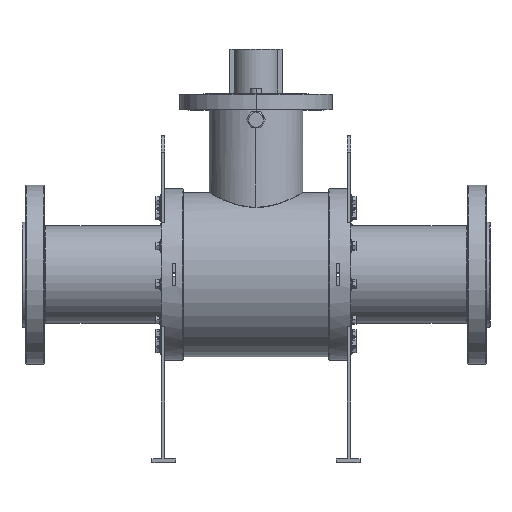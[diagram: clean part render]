
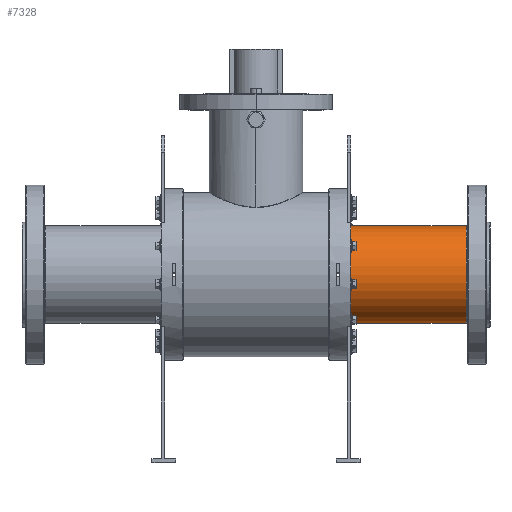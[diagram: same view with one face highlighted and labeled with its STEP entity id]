
A CAD part, top view. The second image highlights one B-rep face of the part: STEP entity #7328.
In plain terms, the highlighted cylindrical face has radius 132.5 mm (diameter 265 mm), a partial arc.
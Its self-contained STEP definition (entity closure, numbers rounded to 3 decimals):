
#287 = VERTEX_POINT ( 'NONE', #9298 ) ;
#560 = DIRECTION ( 'NONE',  ( 0., 0., -1. ) ) ;
#1028 = CARTESIAN_POINT ( 'NONE',  ( 570., 0., 0. ) ) ;
#1377 = AXIS2_PLACEMENT_3D ( 'NONE', #1028, #9900, #3151 ) ;
#1382 = EDGE_CURVE ( 'NONE', #4228, #287, #12542, .T. ) ;
#1579 = ORIENTED_EDGE ( 'NONE', *, *, #13365, .T. ) ;
#1932 = VECTOR ( 'NONE', #4011, 1000. ) ;
#2904 = CYLINDRICAL_SURFACE ( 'NONE', #8101, 132.5 ) ;
#3100 = DIRECTION ( 'NONE',  ( -1., 0., 0. ) ) ;
#3151 = DIRECTION ( 'NONE',  ( 0., 1., 0. ) ) ;
#3539 = EDGE_LOOP ( 'NONE', ( #1579, #9334, #12433, #5175 ) ) ;
#4011 = DIRECTION ( 'NONE',  ( -1., 0., 0. ) ) ;
#4100 = CARTESIAN_POINT ( 'NONE',  ( -635., -132.5, 0. ) ) ;
#4228 = VERTEX_POINT ( 'NONE', #12644 ) ;
#4685 = CARTESIAN_POINT ( 'NONE',  ( 257.5, -132.5, 0. ) ) ;
#5069 = EDGE_CURVE ( 'NONE', #11624, #6239, #12488, .T. ) ;
#5175 = ORIENTED_EDGE ( 'NONE', *, *, #5069, .F. ) ;
#6168 = FACE_OUTER_BOUND ( 'NONE', #3539, .T. ) ;
#6239 = VERTEX_POINT ( 'NONE', #4685 ) ;
#6934 = CARTESIAN_POINT ( 'NONE',  ( 257.5, 0., 0. ) ) ;
#7277 = CIRCLE ( 'NONE', #9312, 132.5 ) ;
#7328 = ADVANCED_FACE ( 'NONE', ( #6168 ), #2904, .T. ) ;
#7490 = CIRCLE ( 'NONE', #1377, 132.5 ) ;
#8101 = AXIS2_PLACEMENT_3D ( 'NONE', #10512, #3100, #9500 ) ;
#8664 = CARTESIAN_POINT ( 'NONE',  ( 570., -132.5, 0. ) ) ;
#9298 = CARTESIAN_POINT ( 'NONE',  ( 257.5, 132.5, 0. ) ) ;
#9312 = AXIS2_PLACEMENT_3D ( 'NONE', #6934, #11277, #560 ) ;
#9334 = ORIENTED_EDGE ( 'NONE', *, *, #1382, .T. ) ;
#9500 = DIRECTION ( 'NONE',  ( 0., -1., 0. ) ) ;
#9900 = DIRECTION ( 'NONE',  ( -1., 0., 0. ) ) ;
#10512 = CARTESIAN_POINT ( 'NONE',  ( -635., 0., 0. ) ) ;
#11277 = DIRECTION ( 'NONE',  ( 1., 0., 0. ) ) ;
#11624 = VERTEX_POINT ( 'NONE', #8664 ) ;
#11887 = EDGE_CURVE ( 'NONE', #287, #6239, #7277, .T. ) ;
#12433 = ORIENTED_EDGE ( 'NONE', *, *, #11887, .T. ) ;
#12488 = LINE ( 'NONE', #4100, #12709 ) ;
#12542 = LINE ( 'NONE', #13747, #1932 ) ;
#12644 = CARTESIAN_POINT ( 'NONE',  ( 570., 132.5, 0. ) ) ;
#12699 = DIRECTION ( 'NONE',  ( -1., 0., 0. ) ) ;
#12709 = VECTOR ( 'NONE', #12699, 1000. ) ;
#13365 = EDGE_CURVE ( 'NONE', #11624, #4228, #7490, .T. ) ;
#13747 = CARTESIAN_POINT ( 'NONE',  ( -635., 132.5, 0. ) ) ;
